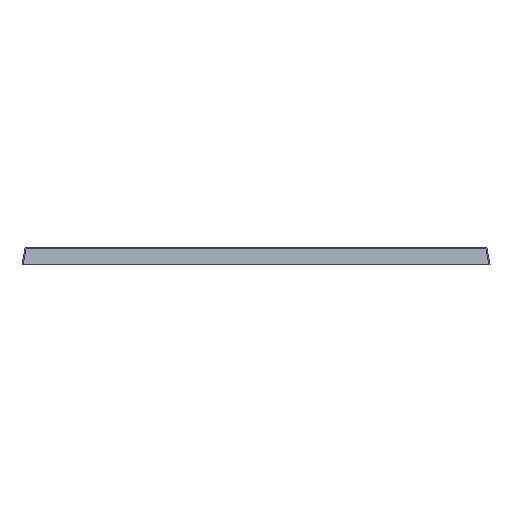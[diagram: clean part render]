
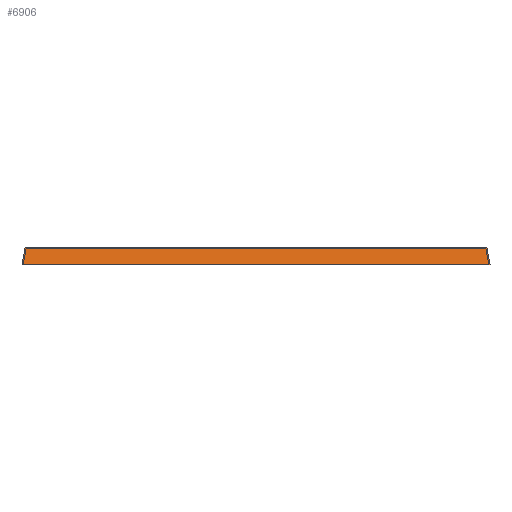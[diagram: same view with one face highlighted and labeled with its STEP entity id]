
A CAD part, front view. The second image highlights one B-rep face of the part: STEP entity #6906.
In plain terms, the highlighted planar face has unit normal (0, -0.985, 0.174).
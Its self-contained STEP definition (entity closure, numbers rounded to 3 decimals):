
#1651 = ORIENTED_EDGE ( 'NONE', *, *, #11202, .F. ) ;
#1855 = VERTEX_POINT ( 'NONE', #5543 ) ;
#2236 = EDGE_LOOP ( 'NONE', ( #7759, #1651, #25442, #9001 ) ) ;
#2370 = DIRECTION ( 'NONE',  ( -0.171, 0.171, 0.97 ) ) ;
#3019 = CARTESIAN_POINT ( 'NONE',  ( 21.879, 21.879, 0. ) ) ;
#3469 = LINE ( 'NONE', #15626, #17856 ) ;
#3667 = LINE ( 'NONE', #25817, #22294 ) ;
#4650 = CARTESIAN_POINT ( 'NONE',  ( 581.253, 38.747, 95.659 ) ) ;
#4769 = LINE ( 'NONE', #4650, #16633 ) ;
#5348 = VECTOR ( 'NONE', #21581, 1000. ) ;
#5486 = FACE_OUTER_BOUND ( 'NONE', #2236, .T. ) ;
#5518 = VERTEX_POINT ( 'NONE', #10161 ) ;
#5543 = CARTESIAN_POINT ( 'NONE',  ( 602., 18., -22.001 ) ) ;
#5678 = CARTESIAN_POINT ( 'NONE',  ( 21.879, 21.879, 0. ) ) ;
#5725 = EDGE_CURVE ( 'NONE', #14377, #1855, #3469, .T. ) ;
#6906 = ADVANCED_FACE ( 'NONE', ( #5486 ), #17498, .T. ) ;
#7629 = AXIS2_PLACEMENT_3D ( 'NONE', #24008, #23764, #25893 ) ;
#7759 = ORIENTED_EDGE ( 'NONE', *, *, #13099, .F. ) ;
#9001 = ORIENTED_EDGE ( 'NONE', *, *, #23482, .T. ) ;
#10161 = CARTESIAN_POINT ( 'NONE',  ( 598.121, 21.879, 0. ) ) ;
#11202 = EDGE_CURVE ( 'NONE', #14377, #19642, #3667, .T. ) ;
#12086 = CARTESIAN_POINT ( 'NONE',  ( 18., 18., -22.001 ) ) ;
#13099 = EDGE_CURVE ( 'NONE', #19642, #5518, #23457, .T. ) ;
#13573 = DIRECTION ( 'NONE',  ( 0.171, 0.171, 0.97 ) ) ;
#14377 = VERTEX_POINT ( 'NONE', #12086 ) ;
#15626 = CARTESIAN_POINT ( 'NONE',  ( 0., 18., -22.001 ) ) ;
#16633 = VECTOR ( 'NONE', #2370, 1000. ) ;
#17498 = PLANE ( 'NONE',  #7629 ) ;
#17856 = VECTOR ( 'NONE', #19624, 1000. ) ;
#19624 = DIRECTION ( 'NONE',  ( 1., 0., 0. ) ) ;
#19642 = VERTEX_POINT ( 'NONE', #5678 ) ;
#21581 = DIRECTION ( 'NONE',  ( 1., 0., 0. ) ) ;
#22294 = VECTOR ( 'NONE', #13573, 1000. ) ;
#23457 = LINE ( 'NONE', #3019, #5348 ) ;
#23482 = EDGE_CURVE ( 'NONE', #1855, #5518, #4769, .T. ) ;
#23764 = DIRECTION ( 'NONE',  ( 0., -0.985, 0.174 ) ) ;
#24008 = CARTESIAN_POINT ( 'NONE',  ( 21.879, 21.879, 0. ) ) ;
#25442 = ORIENTED_EDGE ( 'NONE', *, *, #5725, .T. ) ;
#25817 = CARTESIAN_POINT ( 'NONE',  ( 38.161, 38.161, 92.338 ) ) ;
#25893 = DIRECTION ( 'NONE',  ( 0., -0.174, -0.985 ) ) ;
